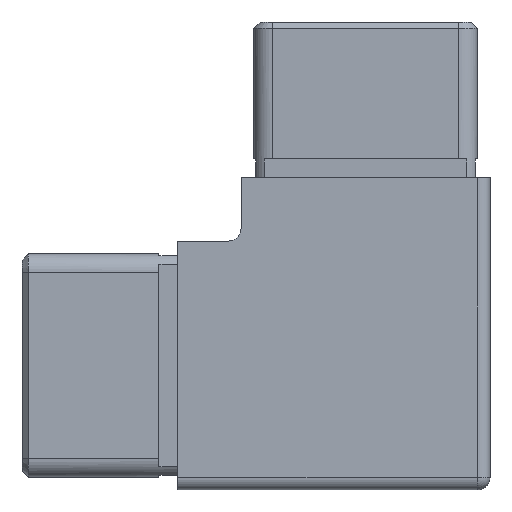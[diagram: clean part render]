
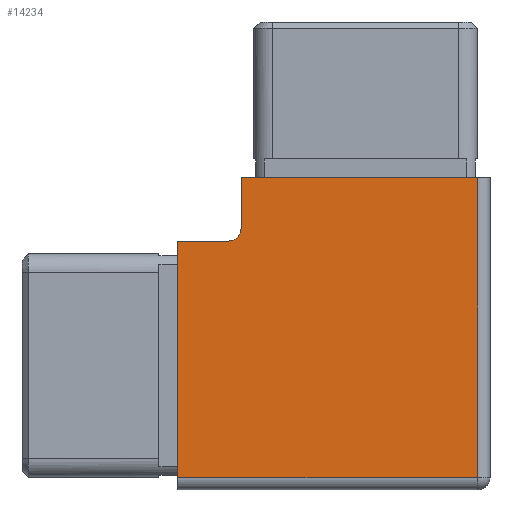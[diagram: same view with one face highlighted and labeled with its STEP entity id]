
A CAD part, left-side view. The second image highlights one B-rep face of the part: STEP entity #14234.
In plain terms, the highlighted planar face has unit normal (-1, 0, 0).
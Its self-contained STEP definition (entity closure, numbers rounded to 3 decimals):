
#83 = VERTEX_POINT ( 'NONE', #12160 ) ;
#389 = ORIENTED_EDGE ( 'NONE', *, *, #13325, .F. ) ;
#1653 = DIRECTION ( 'NONE',  ( 0., -1., 0. ) ) ;
#2744 = VECTOR ( 'NONE', #3059, 1000. ) ;
#2788 = DIRECTION ( 'NONE',  ( 0., 0., 1. ) ) ;
#2804 = CIRCLE ( 'NONE', #7232, 2. ) ;
#3059 = DIRECTION ( 'NONE',  ( 0., 0., 1. ) ) ;
#3157 = VERTEX_POINT ( 'NONE', #14321 ) ;
#3867 = DIRECTION ( 'NONE',  ( 0., 0., 1. ) ) ;
#4598 = VERTEX_POINT ( 'NONE', #17929 ) ;
#4675 = VECTOR ( 'NONE', #12844, 1000. ) ;
#4719 = VECTOR ( 'NONE', #1653, 1000. ) ;
#5163 = LINE ( 'NONE', #8332, #7242 ) ;
#5502 = DIRECTION ( 'NONE',  ( 0., 0., -1. ) ) ;
#5666 = CARTESIAN_POINT ( 'NONE',  ( -20., 20., -20. ) ) ;
#6003 = ORIENTED_EDGE ( 'NONE', *, *, #16156, .F. ) ;
#6187 = EDGE_LOOP ( 'NONE', ( #6448, #12109, #6003, #389, #14079, #11395, #10181 ) ) ;
#6448 = ORIENTED_EDGE ( 'NONE', *, *, #11450, .T. ) ;
#6768 = DIRECTION ( 'NONE',  ( 0., 0., -1. ) ) ;
#6845 = EDGE_CURVE ( 'NONE', #83, #18587, #9770, .T. ) ;
#6989 = PLANE ( 'NONE',  #15424 ) ;
#7190 = EDGE_CURVE ( 'NONE', #4598, #83, #5163, .T. ) ;
#7232 = AXIS2_PLACEMENT_3D ( 'NONE', #11239, #17294, #6768 ) ;
#7242 = VECTOR ( 'NONE', #3867, 1000. ) ;
#7531 = VERTEX_POINT ( 'NONE', #14768 ) ;
#8332 = CARTESIAN_POINT ( 'NONE',  ( -20., 30.2, 20. ) ) ;
#8758 = VECTOR ( 'NONE', #2788, 1000. ) ;
#9706 = EDGE_CURVE ( 'NONE', #3157, #18587, #2804, .T. ) ;
#9770 = LINE ( 'NONE', #11159, #4675 ) ;
#10181 = ORIENTED_EDGE ( 'NONE', *, *, #7190, .F. ) ;
#11159 = CARTESIAN_POINT ( 'NONE',  ( -20., 30.2, 20. ) ) ;
#11239 = CARTESIAN_POINT ( 'NONE',  ( -20., 22., 22. ) ) ;
#11308 = VECTOR ( 'NONE', #17908, 1000. ) ;
#11395 = ORIENTED_EDGE ( 'NONE', *, *, #6845, .F. ) ;
#11450 = EDGE_CURVE ( 'NONE', #4598, #7531, #16935, .T. ) ;
#11617 = CARTESIAN_POINT ( 'NONE',  ( -20., 22., 20. ) ) ;
#12109 = ORIENTED_EDGE ( 'NONE', *, *, #16973, .T. ) ;
#12160 = CARTESIAN_POINT ( 'NONE',  ( -20., 30.2, 20. ) ) ;
#12844 = DIRECTION ( 'NONE',  ( 0., -1., 0. ) ) ;
#13246 = CARTESIAN_POINT ( 'NONE',  ( -20., 20., 30.2 ) ) ;
#13325 = EDGE_CURVE ( 'NONE', #3157, #14296, #17678, .T. ) ;
#14065 = CARTESIAN_POINT ( 'NONE',  ( -20., -18., 30.2 ) ) ;
#14079 = ORIENTED_EDGE ( 'NONE', *, *, #9706, .T. ) ;
#14234 = ADVANCED_FACE ( 'NONE', ( #15841 ), #6989, .F. ) ;
#14296 = VERTEX_POINT ( 'NONE', #13246 ) ;
#14321 = CARTESIAN_POINT ( 'NONE',  ( -20., 20., 22. ) ) ;
#14768 = CARTESIAN_POINT ( 'NONE',  ( -20., -18., -18. ) ) ;
#15040 = LINE ( 'NONE', #15138, #11308 ) ;
#15067 = LINE ( 'NONE', #18138, #2744 ) ;
#15138 = CARTESIAN_POINT ( 'NONE',  ( -20., 20., 30.2 ) ) ;
#15346 = CARTESIAN_POINT ( 'NONE',  ( -20., 20., -18. ) ) ;
#15424 = AXIS2_PLACEMENT_3D ( 'NONE', #15936, #19183, #5502 ) ;
#15841 = FACE_OUTER_BOUND ( 'NONE', #6187, .T. ) ;
#15936 = CARTESIAN_POINT ( 'NONE',  ( -20., 20., -20. ) ) ;
#16156 = EDGE_CURVE ( 'NONE', #14296, #17454, #15040, .T. ) ;
#16935 = LINE ( 'NONE', #15346, #4719 ) ;
#16973 = EDGE_CURVE ( 'NONE', #7531, #17454, #15067, .T. ) ;
#17294 = DIRECTION ( 'NONE',  ( 1., 0., 0. ) ) ;
#17454 = VERTEX_POINT ( 'NONE', #14065 ) ;
#17678 = LINE ( 'NONE', #5666, #8758 ) ;
#17908 = DIRECTION ( 'NONE',  ( 0., -1., 0. ) ) ;
#17929 = CARTESIAN_POINT ( 'NONE',  ( -20., 30.2, -18. ) ) ;
#18138 = CARTESIAN_POINT ( 'NONE',  ( -20., -18., -20. ) ) ;
#18587 = VERTEX_POINT ( 'NONE', #11617 ) ;
#19183 = DIRECTION ( 'NONE',  ( 1., 0., 0. ) ) ;
